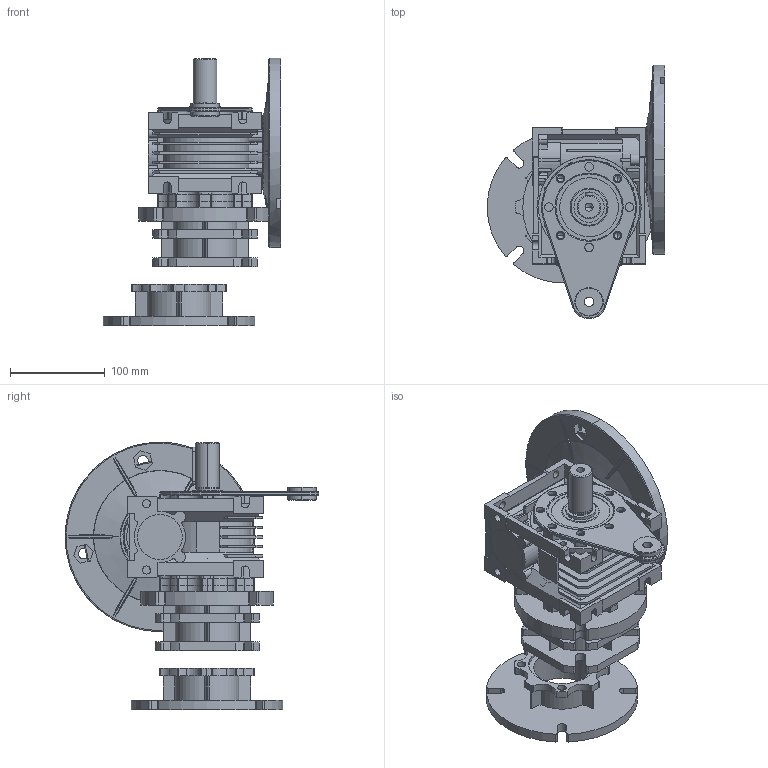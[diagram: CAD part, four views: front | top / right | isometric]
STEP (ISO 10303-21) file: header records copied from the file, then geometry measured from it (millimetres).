
FILE_DESCRIPTION (( 'STEP AP203' ), '1' );
FILE_NAME ('mk-50_n.step', '2018-11-05T14:29:46', ( '' ), ( '' ), 'SwSTEP 2.0', 'SolidWorks 2015', '' );
FILE_SCHEMA (( 'CONFIG_CONTROL_DESIGN' ));
Length unit declared in the file: millimetre
Products named in the file (25): Cuerpo MK-50; Campana MK-50BD; Eje simple MK-50; Brida motor 80-B14 (MK-50); Brida motor 80-B5 (MK-50); Brida motor 71-B5 (MK-50); Brida motor 71-B14 (MK-50); Eje doble MK-50; Campana MK-50BC; Campana MK-50B (STANDARD); Brazo de reaccion MK-50; Campana MK-50BB; mk-50_n
Assembly tree (12 placements, depth 2):
  Cuerpo MK-50
  Campana MK-50BD
  Eje simple MK-50
  Brida motor 80-B14 (MK-50)
  Brida motor 80-B5 (MK-50)
Bounding box: 187.6 x 267.94 x 282.62 mm (x, y, z)
Volume: 2053235.9 mm3; surface area: 657898.3 mm2
Topology: 17 solids, 19 shells, 1867 faces, 4984 edges, 3175 vertices
Faces by surface type: cylinder 949, plane 679, bspline 155, cone 84
Entity records: 68833 total; most frequent: CARTESIAN_POINT 19667, DIRECTION 10054, ORIENTED_EDGE 9820, EDGE_CURVE 4910, AXIS2_PLACEMENT_3D 3780, VERTEX_POINT 3175, VECTOR 2494, LINE 2494
